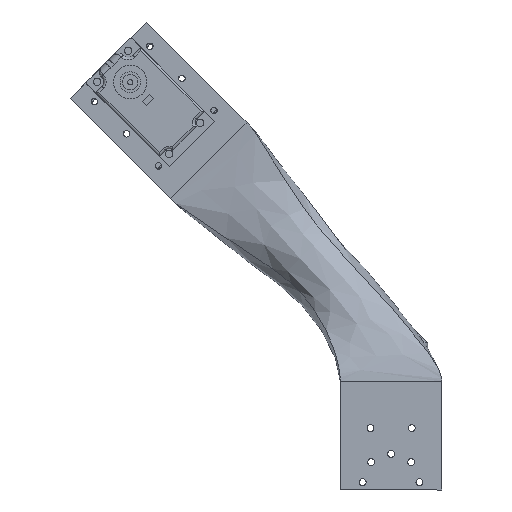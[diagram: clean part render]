
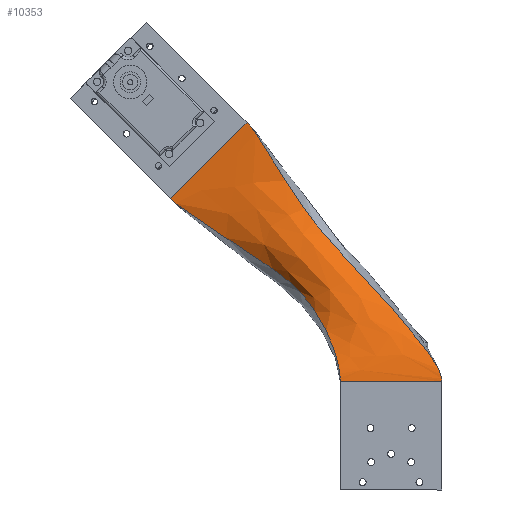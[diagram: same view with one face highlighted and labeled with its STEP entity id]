
A CAD part, left-side view. The second image highlights one B-rep face of the part: STEP entity #10353.
In plain terms, the highlighted free-form (B-spline) face has degree [3, 3] with [7, 6] control points.
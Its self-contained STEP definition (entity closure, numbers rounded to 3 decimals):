
#27=B_SPLINE_SURFACE_WITH_KNOTS('',3,3,((#17133,#17134,#17135,#17136,#17137,
#17138),(#17139,#17140,#17141,#17142,#17143,#17144),(#17145,#17146,#17147,
#17148,#17149,#17150),(#17151,#17152,#17153,#17154,#17155,#17156),(#17157,
#17158,#17159,#17160,#17161,#17162),(#17163,#17164,#17165,#17166,#17167,
#17168),(#17169,#17170,#17171,#17172,#17173,#17174)),.UNSPECIFIED.,.F.,
 .F.,.F.,(4,1,1,1,4),(4,2,4),(0.,0.286,0.571,0.857,
1.),(0.,0.461,1.),.UNSPECIFIED.);
#56=B_SPLINE_CURVE_WITH_KNOTS('',3,(#16992,#16993,#16994,#16995),
 .UNSPECIFIED.,.F.,.F.,(4,4),(0.461,1.),.UNSPECIFIED.);
#57=B_SPLINE_CURVE_WITH_KNOTS('',3,(#16997,#16998,#16999,#17000),
 .UNSPECIFIED.,.F.,.F.,(4,4),(0.,0.461),.UNSPECIFIED.);
#63=B_SPLINE_CURVE_WITH_KNOTS('',3,(#17089,#17090,#17091,#17092),
 .UNSPECIFIED.,.F.,.F.,(4,4),(0.,0.461),.UNSPECIFIED.);
#64=B_SPLINE_CURVE_WITH_KNOTS('',3,(#17094,#17095,#17096,#17097),
 .UNSPECIFIED.,.F.,.F.,(4,4),(0.461,1.),.UNSPECIFIED.);
#1117=FACE_OUTER_BOUND('',#1680,.T.);
#1680=EDGE_LOOP('',(#8748,#8749,#8750,#8751,#8752,#8753));
#2751=LINE('',#17175,#3808);
#2752=LINE('',#17176,#3809);
#3808=VECTOR('',#13714,10.);
#3809=VECTOR('',#13715,10.);
#4725=VERTEX_POINT('',#16989);
#4726=VERTEX_POINT('',#16991);
#4727=VERTEX_POINT('',#16996);
#4736=VERTEX_POINT('',#17086);
#4737=VERTEX_POINT('',#17088);
#4738=VERTEX_POINT('',#17093);
#6090=EDGE_CURVE('',#4726,#4725,#56,.T.);
#6091=EDGE_CURVE('',#4727,#4726,#57,.T.);
#6101=EDGE_CURVE('',#4736,#4737,#63,.T.);
#6102=EDGE_CURVE('',#4737,#4738,#64,.T.);
#6106=EDGE_CURVE('',#4727,#4736,#2751,.T.);
#6107=EDGE_CURVE('',#4738,#4725,#2752,.T.);
#8748=ORIENTED_EDGE('',*,*,#6106,.F.);
#8749=ORIENTED_EDGE('',*,*,#6091,.T.);
#8750=ORIENTED_EDGE('',*,*,#6090,.T.);
#8751=ORIENTED_EDGE('',*,*,#6107,.F.);
#8752=ORIENTED_EDGE('',*,*,#6102,.F.);
#8753=ORIENTED_EDGE('',*,*,#6101,.F.);
#10353=ADVANCED_FACE('',(#1117),#27,.T.);
#13714=DIRECTION('',(0.,-0.707,0.707));
#13715=DIRECTION('',(0.,1.,0.));
#16989=CARTESIAN_POINT('',(-30.65,19.7,39.));
#16991=CARTESIAN_POINT('',(-9.667,42.051,79.831));
#16992=CARTESIAN_POINT('Ctrl Pts',(-9.667,42.051,79.831));
#16993=CARTESIAN_POINT('Ctrl Pts',(-11.569,27.436,68.769));
#16994=CARTESIAN_POINT('Ctrl Pts',(-30.65,19.7,49.71));
#16995=CARTESIAN_POINT('Ctrl Pts',(-30.65,19.7,39.));
#16996=CARTESIAN_POINT('',(-17.7,85.56,109.861));
#16997=CARTESIAN_POINT('Ctrl Pts',(-17.7,85.56,109.861));
#16998=CARTESIAN_POINT('Ctrl Pts',(-17.7,79.915,104.217));
#16999=CARTESIAN_POINT('Ctrl Pts',(-8.044,54.529,89.275));
#17000=CARTESIAN_POINT('Ctrl Pts',(-9.667,42.051,79.831));
#17086=CARTESIAN_POINT('',(-17.7,55.861,139.56));
#17088=CARTESIAN_POINT('',(-9.667,25.831,96.051));
#17089=CARTESIAN_POINT('Ctrl Pts',(-17.7,55.861,139.56));
#17090=CARTESIAN_POINT('Ctrl Pts',(-17.7,50.217,133.915));
#17091=CARTESIAN_POINT('Ctrl Pts',(-8.044,39.549,112.087));
#17092=CARTESIAN_POINT('Ctrl Pts',(-9.667,25.831,96.051));
#17093=CARTESIAN_POINT('',(-30.65,-19.7,39.));
#17094=CARTESIAN_POINT('Ctrl Pts',(-9.667,25.831,96.051));
#17095=CARTESIAN_POINT('Ctrl Pts',(-11.569,9.763,77.268));
#17096=CARTESIAN_POINT('Ctrl Pts',(-30.65,-19.7,49.71));
#17097=CARTESIAN_POINT('Ctrl Pts',(-30.65,-19.7,
39.));
#17133=CARTESIAN_POINT('Ctrl Pts',(-17.7,55.861,139.56));
#17134=CARTESIAN_POINT('Ctrl Pts',(-17.7,50.217,133.915));
#17135=CARTESIAN_POINT('Ctrl Pts',(-8.044,39.549,112.087));
#17136=CARTESIAN_POINT('Ctrl Pts',(-11.569,9.763,77.268));
#17137=CARTESIAN_POINT('Ctrl Pts',(-30.65,-19.7,49.71));
#17138=CARTESIAN_POINT('Ctrl Pts',(-30.65,-19.7,
39.));
#17139=CARTESIAN_POINT('Ctrl Pts',(-17.7,58.69,136.731));
#17140=CARTESIAN_POINT('Ctrl Pts',(-17.7,53.045,131.087));
#17141=CARTESIAN_POINT('Ctrl Pts',(-9.753,40.623,110.64));
#17142=CARTESIAN_POINT('Ctrl Pts',(-13.695,10.966,76.502));
#17143=CARTESIAN_POINT('Ctrl Pts',(-30.65,-15.948,
49.71));
#17144=CARTESIAN_POINT('Ctrl Pts',(-30.65,-15.948,
39.));
#17145=CARTESIAN_POINT('Ctrl Pts',(-17.7,64.347,131.075));
#17146=CARTESIAN_POINT('Ctrl Pts',(-17.7,58.702,125.43));
#17147=CARTESIAN_POINT('Ctrl Pts',(-12.466,43.352,106.525));
#17148=CARTESIAN_POINT('Ctrl Pts',(-17.004,14.171,74.919));
#17149=CARTESIAN_POINT('Ctrl Pts',(-30.65,-8.443,
49.71));
#17150=CARTESIAN_POINT('Ctrl Pts',(-30.65,-8.443,
39.));
#17151=CARTESIAN_POINT('Ctrl Pts',(-17.7,72.832,122.589));
#17152=CARTESIAN_POINT('Ctrl Pts',(-17.7,67.187,116.945));
#17153=CARTESIAN_POINT('Ctrl Pts',(-13.34,48.293,98.685));
#17154=CARTESIAN_POINT('Ctrl Pts',(-18.057,20.109,72.378));
#17155=CARTESIAN_POINT('Ctrl Pts',(-30.65,2.814,49.71));
#17156=CARTESIAN_POINT('Ctrl Pts',(-30.65,2.814,39.));
#17157=CARTESIAN_POINT('Ctrl Pts',(-17.7,79.903,115.518));
#17158=CARTESIAN_POINT('Ctrl Pts',(-17.7,74.258,109.874));
#17159=CARTESIAN_POINT('Ctrl Pts',(-11.208,52.168,92.621));
#17160=CARTESIAN_POINT('Ctrl Pts',(-15.478,24.736,70.314));
#17161=CARTESIAN_POINT('Ctrl Pts',(-30.65,12.195,49.71));
#17162=CARTESIAN_POINT('Ctrl Pts',(-30.65,12.195,39.));
#17163=CARTESIAN_POINT('Ctrl Pts',(-17.7,84.146,111.276));
#17164=CARTESIAN_POINT('Ctrl Pts',(-17.7,78.501,105.631));
#17165=CARTESIAN_POINT('Ctrl Pts',(-8.898,53.992,89.999));
#17166=CARTESIAN_POINT('Ctrl Pts',(-12.632,26.835,69.152));
#17167=CARTESIAN_POINT('Ctrl Pts',(-30.65,17.824,49.71));
#17168=CARTESIAN_POINT('Ctrl Pts',(-30.65,17.824,39.));
#17169=CARTESIAN_POINT('Ctrl Pts',(-17.7,85.56,109.861));
#17170=CARTESIAN_POINT('Ctrl Pts',(-17.7,79.915,104.217));
#17171=CARTESIAN_POINT('Ctrl Pts',(-8.044,54.529,89.275));
#17172=CARTESIAN_POINT('Ctrl Pts',(-11.569,27.436,68.769));
#17173=CARTESIAN_POINT('Ctrl Pts',(-30.65,19.7,49.71));
#17174=CARTESIAN_POINT('Ctrl Pts',(-30.65,19.7,39.));
#17175=CARTESIAN_POINT('',(-17.7,85.56,109.861));
#17176=CARTESIAN_POINT('',(-30.65,-19.7,39.));
